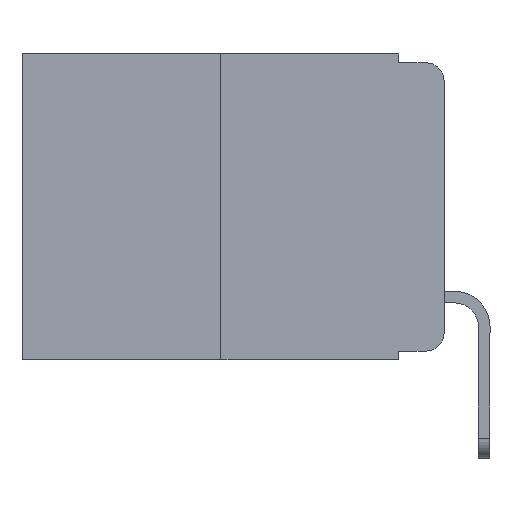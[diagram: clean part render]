
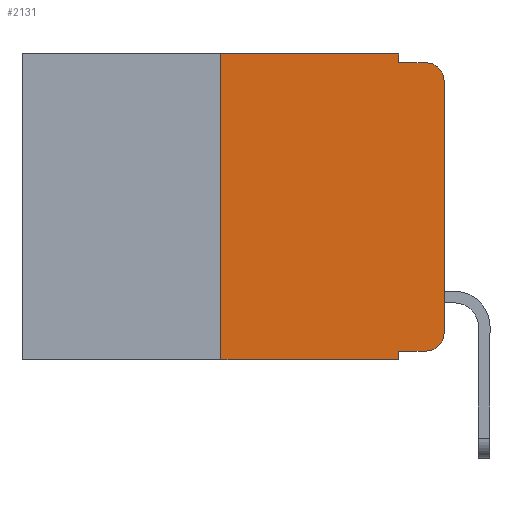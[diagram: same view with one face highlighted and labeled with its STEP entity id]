
A CAD part, left-side view. The second image highlights one B-rep face of the part: STEP entity #2131.
In plain terms, the highlighted planar face has unit normal (-1, 0, 0).
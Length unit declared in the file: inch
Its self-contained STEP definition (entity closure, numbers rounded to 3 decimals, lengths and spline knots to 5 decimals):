
#248 = ORIENTED_EDGE ( 'NONE', *, *, #12776, .T. ) ;
#340 = ORIENTED_EDGE ( 'NONE', *, *, #7218, .T. ) ;
#463 = EDGE_CURVE ( 'NONE', #18406, #11152, #19645, .T. ) ;
#464 = VECTOR ( 'NONE', #8603, 39.37008 ) ;
#1054 = LINE ( 'NONE', #14610, #6320 ) ;
#1122 = VERTEX_POINT ( 'NONE', #15864 ) ;
#1324 = ORIENTED_EDGE ( 'NONE', *, *, #7508, .F. ) ;
#1514 = ORIENTED_EDGE ( 'NONE', *, *, #10856, .F. ) ;
#1673 = LINE ( 'NONE', #12848, #10336 ) ;
#2131 = ADVANCED_FACE ( 'NONE', ( #8231 ), #21433, .F. ) ;
#2263 = CARTESIAN_POINT ( 'NONE',  ( 0., 0.051, -0.333 ) ) ;
#2456 = ORIENTED_EDGE ( 'NONE', *, *, #21301, .F. ) ;
#2522 = CARTESIAN_POINT ( 'NONE',  ( 0., 0.473, 0. ) ) ;
#2716 = ORIENTED_EDGE ( 'NONE', *, *, #9757, .F. ) ;
#2791 = ORIENTED_EDGE ( 'NONE', *, *, #463, .T. ) ;
#2908 = VECTOR ( 'NONE', #16363, 39.37008 ) ;
#2972 = ORIENTED_EDGE ( 'NONE', *, *, #15195, .F. ) ;
#3272 = ORIENTED_EDGE ( 'NONE', *, *, #14106, .T. ) ;
#3367 = ORIENTED_EDGE ( 'NONE', *, *, #16269, .T. ) ;
#3731 = CARTESIAN_POINT ( 'NONE',  ( 0., 0.051, 0. ) ) ;
#3805 = CARTESIAN_POINT ( 'NONE',  ( 0., 0., 0. ) ) ;
#3821 = CIRCLE ( 'NONE', #6563, 0.02 ) ;
#4257 = DIRECTION ( 'NONE',  ( 0., 0., 1. ) ) ;
#4710 = AXIS2_PLACEMENT_3D ( 'NONE', #19807, #21356, #21330 ) ;
#5074 = CARTESIAN_POINT ( 'NONE',  ( 0., 0.02, -0.03 ) ) ;
#5724 = DIRECTION ( 'NONE',  ( 0., 0., 1. ) ) ;
#6320 = VECTOR ( 'NONE', #4257, 39.37008 ) ;
#6563 = AXIS2_PLACEMENT_3D ( 'NONE', #7560, #18838, #9255 ) ;
#6618 = DIRECTION ( 'NONE',  ( 0., -1., 0. ) ) ;
#6990 = DIRECTION ( 'NONE',  ( 0., 0., -1. ) ) ;
#7218 = EDGE_CURVE ( 'NONE', #1122, #12025, #19145, .T. ) ;
#7508 = EDGE_CURVE ( 'NONE', #18532, #12025, #17915, .T. ) ;
#7560 = CARTESIAN_POINT ( 'NONE',  ( 0., 0.02, -0.313 ) ) ;
#7945 = LINE ( 'NONE', #2522, #2908 ) ;
#7951 = VERTEX_POINT ( 'NONE', #9892 ) ;
#8231 = FACE_OUTER_BOUND ( 'NONE', #16599, .T. ) ;
#8389 = LINE ( 'NONE', #16490, #12758 ) ;
#8603 = DIRECTION ( 'NONE',  ( 0., -1., 0. ) ) ;
#8665 = CARTESIAN_POINT ( 'NONE',  ( 0., 0.02, -0.01 ) ) ;
#9255 = DIRECTION ( 'NONE',  ( 0., 0., -1. ) ) ;
#9757 = EDGE_CURVE ( 'NONE', #18406, #16834, #1054, .T. ) ;
#9892 = CARTESIAN_POINT ( 'NONE',  ( 0., 0., -0.313 ) ) ;
#10336 = VECTOR ( 'NONE', #19225, 39.37008 ) ;
#10453 = AXIS2_PLACEMENT_3D ( 'NONE', #5074, #16806, #6990 ) ;
#10856 = EDGE_CURVE ( 'NONE', #16256, #18532, #1673, .T. ) ;
#11152 = VERTEX_POINT ( 'NONE', #14914 ) ;
#11656 = DIRECTION ( 'NONE',  ( 0., -1., 0. ) ) ;
#11880 = CARTESIAN_POINT ( 'NONE',  ( 0., 0.051, -0.01 ) ) ;
#12025 = VERTEX_POINT ( 'NONE', #8665 ) ;
#12758 = VECTOR ( 'NONE', #6618, 39.37008 ) ;
#12776 = EDGE_CURVE ( 'NONE', #7951, #1122, #13283, .T. ) ;
#12848 = CARTESIAN_POINT ( 'NONE',  ( 0., 0.051, 0. ) ) ;
#13283 = LINE ( 'NONE', #3805, #16576 ) ;
#14077 = VERTEX_POINT ( 'NONE', #14831 ) ;
#14106 = EDGE_CURVE ( 'NONE', #15702, #14077, #8389, .T. ) ;
#14221 = CARTESIAN_POINT ( 'NONE',  ( 0., 0.473, -0.343 ) ) ;
#14610 = CARTESIAN_POINT ( 'NONE',  ( 0., 0.25, 0. ) ) ;
#14727 = CARTESIAN_POINT ( 'NONE',  ( 0., 0.25, 0. ) ) ;
#14831 = CARTESIAN_POINT ( 'NONE',  ( 0., 0.02, -0.333 ) ) ;
#14914 = CARTESIAN_POINT ( 'NONE',  ( 0., 0.051, -0.343 ) ) ;
#15195 = EDGE_CURVE ( 'NONE', #15702, #11152, #21367, .T. ) ;
#15465 = CARTESIAN_POINT ( 'NONE',  ( 0., 0.051, 0. ) ) ;
#15702 = VERTEX_POINT ( 'NONE', #2263 ) ;
#15864 = CARTESIAN_POINT ( 'NONE',  ( 0., 0., -0.03 ) ) ;
#16256 = VERTEX_POINT ( 'NONE', #3731 ) ;
#16269 = EDGE_CURVE ( 'NONE', #14077, #7951, #3821, .T. ) ;
#16363 = DIRECTION ( 'NONE',  ( 0., -1., 0. ) ) ;
#16490 = CARTESIAN_POINT ( 'NONE',  ( 0., 0.051, -0.333 ) ) ;
#16576 = VECTOR ( 'NONE', #5724, 39.37008 ) ;
#16599 = EDGE_LOOP ( 'NONE', ( #248, #340, #1324, #1514, #2456, #2716, #2791, #2972, #3272, #3367 ) ) ;
#16806 = DIRECTION ( 'NONE',  ( -1., 0., 0. ) ) ;
#16834 = VERTEX_POINT ( 'NONE', #14727 ) ;
#17044 = DIRECTION ( 'NONE',  ( 0., 0., -1. ) ) ;
#17915 = LINE ( 'NONE', #11880, #464 ) ;
#18406 = VERTEX_POINT ( 'NONE', #20161 ) ;
#18532 = VERTEX_POINT ( 'NONE', #20360 ) ;
#18838 = DIRECTION ( 'NONE',  ( -1., 0., 0. ) ) ;
#19145 = CIRCLE ( 'NONE', #10453, 0.02 ) ;
#19168 = VECTOR ( 'NONE', #11656, 39.37008 ) ;
#19225 = DIRECTION ( 'NONE',  ( 0., 0., -1. ) ) ;
#19645 = LINE ( 'NONE', #14221, #19168 ) ;
#19807 = CARTESIAN_POINT ( 'NONE',  ( 0., 0.473, 0. ) ) ;
#20161 = CARTESIAN_POINT ( 'NONE',  ( 0., 0.25, -0.343 ) ) ;
#20360 = CARTESIAN_POINT ( 'NONE',  ( 0., 0.051, -0.01 ) ) ;
#21301 = EDGE_CURVE ( 'NONE', #16834, #16256, #7945, .T. ) ;
#21330 = DIRECTION ( 'NONE',  ( 0., 0., -1. ) ) ;
#21356 = DIRECTION ( 'NONE',  ( 1., 0., 0. ) ) ;
#21367 = LINE ( 'NONE', #15465, #21866 ) ;
#21433 = PLANE ( 'NONE',  #4710 ) ;
#21866 = VECTOR ( 'NONE', #17044, 39.37008 ) ;
